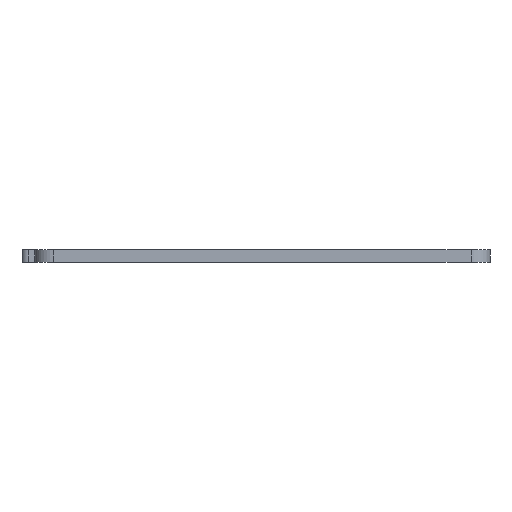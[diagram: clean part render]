
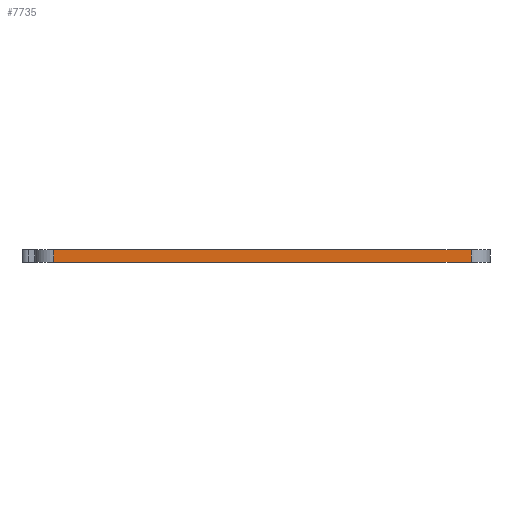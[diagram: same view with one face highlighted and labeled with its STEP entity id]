
A CAD part, left-side view. The second image highlights one B-rep face of the part: STEP entity #7735.
In plain terms, the highlighted planar face has unit normal (-1, 0, 0).
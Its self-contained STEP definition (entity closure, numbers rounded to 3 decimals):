
#83 = PLANE('',#84);
#84 = AXIS2_PLACEMENT_3D('',#85,#86,#87);
#85 = CARTESIAN_POINT('',(83.344,-144.994,1.6));
#86 = DIRECTION('',(-0.,-0.,-1.));
#87 = DIRECTION('',(-1.,0.,0.));
#137 = PLANE('',#138);
#138 = AXIS2_PLACEMENT_3D('',#139,#140,#141);
#139 = CARTESIAN_POINT('',(83.344,-144.994,0.));
#140 = DIRECTION('',(-0.,-0.,-1.));
#141 = DIRECTION('',(-1.,0.,0.));
#170 = CYLINDRICAL_SURFACE('',#171,2.381);
#171 = AXIS2_PLACEMENT_3D('',#172,#173,#174);
#172 = CARTESIAN_POINT('',(28.575,-119.063,0.));
#173 = DIRECTION('',(-0.,-0.,-1.));
#174 = DIRECTION('',(1.,0.,-0.));
#551 = VERTEX_POINT('',#552);
#552 = CARTESIAN_POINT('',(26.194,-171.45,0.));
#571 = CYLINDRICAL_SURFACE('',#572,2.381);
#572 = AXIS2_PLACEMENT_3D('',#573,#574,#575);
#573 = CARTESIAN_POINT('',(28.575,-171.45,0.));
#574 = DIRECTION('',(-0.,-0.,-1.));
#575 = DIRECTION('',(1.,0.,-0.));
#583 = EDGE_CURVE('',#551,#584,#586,.T.);
#584 = VERTEX_POINT('',#585);
#585 = CARTESIAN_POINT('',(26.194,-119.063,0.));
#586 = SURFACE_CURVE('',#587,(#591,#598),.PCURVE_S1.);
#587 = LINE('',#588,#589);
#588 = CARTESIAN_POINT('',(26.194,-171.45,0.));
#589 = VECTOR('',#590,1.);
#590 = DIRECTION('',(0.,1.,0.));
#591 = PCURVE('',#137,#592);
#592 = DEFINITIONAL_REPRESENTATION('',(#593),#597);
#593 = LINE('',#594,#595);
#594 = CARTESIAN_POINT('',(57.15,-26.456));
#595 = VECTOR('',#596,1.);
#596 = DIRECTION('',(0.,1.));
#597 = ( GEOMETRIC_REPRESENTATION_CONTEXT(2) 
PARAMETRIC_REPRESENTATION_CONTEXT() REPRESENTATION_CONTEXT('2D SPACE',''
  ) );
#598 = PCURVE('',#599,#604);
#599 = PLANE('',#600);
#600 = AXIS2_PLACEMENT_3D('',#601,#602,#603);
#601 = CARTESIAN_POINT('',(26.194,-171.45,0.));
#602 = DIRECTION('',(-1.,0.,0.));
#603 = DIRECTION('',(0.,1.,0.));
#604 = DEFINITIONAL_REPRESENTATION('',(#605),#609);
#605 = LINE('',#606,#607);
#606 = CARTESIAN_POINT('',(0.,0.));
#607 = VECTOR('',#608,1.);
#608 = DIRECTION('',(1.,0.));
#609 = ( GEOMETRIC_REPRESENTATION_CONTEXT(2) 
PARAMETRIC_REPRESENTATION_CONTEXT() REPRESENTATION_CONTEXT('2D SPACE',''
  ) );
#4489 = VERTEX_POINT('',#4490);
#4490 = CARTESIAN_POINT('',(26.194,-171.45,1.6));
#4516 = EDGE_CURVE('',#4489,#4517,#4519,.T.);
#4517 = VERTEX_POINT('',#4518);
#4518 = CARTESIAN_POINT('',(26.194,-119.063,1.6));
#4519 = SURFACE_CURVE('',#4520,(#4524,#4531),.PCURVE_S1.);
#4520 = LINE('',#4521,#4522);
#4521 = CARTESIAN_POINT('',(26.194,-171.45,1.6));
#4522 = VECTOR('',#4523,1.);
#4523 = DIRECTION('',(0.,1.,0.));
#4524 = PCURVE('',#83,#4525);
#4525 = DEFINITIONAL_REPRESENTATION('',(#4526),#4530);
#4526 = LINE('',#4527,#4528);
#4527 = CARTESIAN_POINT('',(57.15,-26.456));
#4528 = VECTOR('',#4529,1.);
#4529 = DIRECTION('',(0.,1.));
#4530 = ( GEOMETRIC_REPRESENTATION_CONTEXT(2) 
PARAMETRIC_REPRESENTATION_CONTEXT() REPRESENTATION_CONTEXT('2D SPACE',''
  ) );
#4531 = PCURVE('',#599,#4532);
#4532 = DEFINITIONAL_REPRESENTATION('',(#4533),#4537);
#4533 = LINE('',#4534,#4535);
#4534 = CARTESIAN_POINT('',(0.,-1.6));
#4535 = VECTOR('',#4536,1.);
#4536 = DIRECTION('',(1.,0.));
#4537 = ( GEOMETRIC_REPRESENTATION_CONTEXT(2) 
PARAMETRIC_REPRESENTATION_CONTEXT() REPRESENTATION_CONTEXT('2D SPACE',''
  ) );
#7687 = EDGE_CURVE('',#584,#4517,#7688,.T.);
#7688 = SURFACE_CURVE('',#7689,(#7693,#7700),.PCURVE_S1.);
#7689 = LINE('',#7690,#7691);
#7690 = CARTESIAN_POINT('',(26.194,-119.063,0.));
#7691 = VECTOR('',#7692,1.);
#7692 = DIRECTION('',(0.,0.,1.));
#7693 = PCURVE('',#170,#7694);
#7694 = DEFINITIONAL_REPRESENTATION('',(#7695),#7699);
#7695 = LINE('',#7696,#7697);
#7696 = CARTESIAN_POINT('',(-3.142,0.));
#7697 = VECTOR('',#7698,1.);
#7698 = DIRECTION('',(-0.,-1.));
#7699 = ( GEOMETRIC_REPRESENTATION_CONTEXT(2) 
PARAMETRIC_REPRESENTATION_CONTEXT() REPRESENTATION_CONTEXT('2D SPACE',''
  ) );
#7700 = PCURVE('',#599,#7701);
#7701 = DEFINITIONAL_REPRESENTATION('',(#7702),#7706);
#7702 = LINE('',#7703,#7704);
#7703 = CARTESIAN_POINT('',(52.388,0.));
#7704 = VECTOR('',#7705,1.);
#7705 = DIRECTION('',(0.,-1.));
#7706 = ( GEOMETRIC_REPRESENTATION_CONTEXT(2) 
PARAMETRIC_REPRESENTATION_CONTEXT() REPRESENTATION_CONTEXT('2D SPACE',''
  ) );
#7735 = ADVANCED_FACE('',(#7736),#599,.T.);
#7736 = FACE_BOUND('',#7737,.T.);
#7737 = EDGE_LOOP('',(#7738,#7759,#7760,#7761));
#7738 = ORIENTED_EDGE('',*,*,#7739,.T.);
#7739 = EDGE_CURVE('',#551,#4489,#7740,.T.);
#7740 = SURFACE_CURVE('',#7741,(#7745,#7752),.PCURVE_S1.);
#7741 = LINE('',#7742,#7743);
#7742 = CARTESIAN_POINT('',(26.194,-171.45,0.));
#7743 = VECTOR('',#7744,1.);
#7744 = DIRECTION('',(0.,0.,1.));
#7745 = PCURVE('',#599,#7746);
#7746 = DEFINITIONAL_REPRESENTATION('',(#7747),#7751);
#7747 = LINE('',#7748,#7749);
#7748 = CARTESIAN_POINT('',(0.,0.));
#7749 = VECTOR('',#7750,1.);
#7750 = DIRECTION('',(0.,-1.));
#7751 = ( GEOMETRIC_REPRESENTATION_CONTEXT(2) 
PARAMETRIC_REPRESENTATION_CONTEXT() REPRESENTATION_CONTEXT('2D SPACE',''
  ) );
#7752 = PCURVE('',#571,#7753);
#7753 = DEFINITIONAL_REPRESENTATION('',(#7754),#7758);
#7754 = LINE('',#7755,#7756);
#7755 = CARTESIAN_POINT('',(-3.142,0.));
#7756 = VECTOR('',#7757,1.);
#7757 = DIRECTION('',(-0.,-1.));
#7758 = ( GEOMETRIC_REPRESENTATION_CONTEXT(2) 
PARAMETRIC_REPRESENTATION_CONTEXT() REPRESENTATION_CONTEXT('2D SPACE',''
  ) );
#7759 = ORIENTED_EDGE('',*,*,#4516,.T.);
#7760 = ORIENTED_EDGE('',*,*,#7687,.F.);
#7761 = ORIENTED_EDGE('',*,*,#583,.F.);
